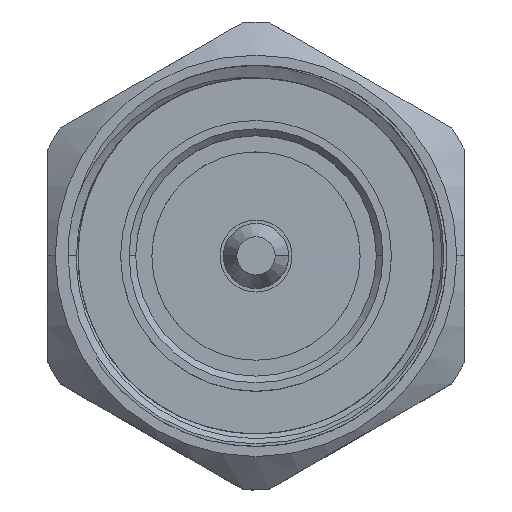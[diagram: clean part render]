
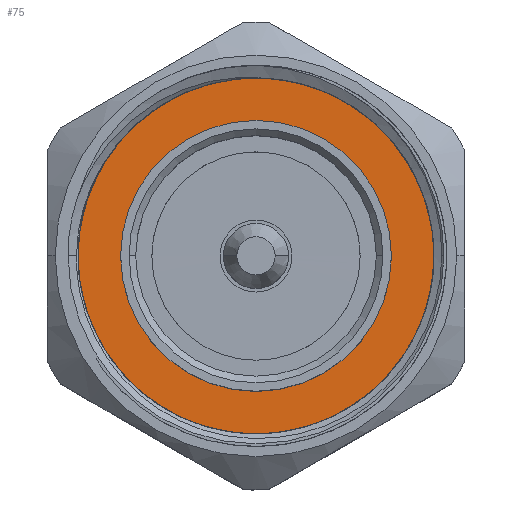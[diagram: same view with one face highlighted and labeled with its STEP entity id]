
A CAD part, top view. The second image highlights one B-rep face of the part: STEP entity #75.
In plain terms, the highlighted face is planar.
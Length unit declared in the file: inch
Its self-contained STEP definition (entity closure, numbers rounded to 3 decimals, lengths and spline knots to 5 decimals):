
#75 = ADVANCED_FACE ( 'NONE', ( #8257, #1312 ), #271, .T. ) ;
#271 = PLANE ( 'NONE',  #2964 ) ;
#472 = CARTESIAN_POINT ( 'NONE',  ( 0.39764, 0., -0.40551 ) ) ;
#1010 = AXIS2_PLACEMENT_3D ( 'NONE', #2446, #2331, #7536 ) ;
#1312 = FACE_BOUND ( 'NONE', #4051, .T. ) ;
#1368 = DIRECTION ( 'NONE',  ( 0., 0., 1. ) ) ;
#1464 = DIRECTION ( 'NONE',  ( -1., 0., 0. ) ) ;
#1892 = CIRCLE ( 'NONE', #11025, 0.40551 ) ;
#2135 = ORIENTED_EDGE ( 'NONE', *, *, #6690, .T. ) ;
#2331 = DIRECTION ( 'NONE',  ( -1., 0., 0. ) ) ;
#2446 = CARTESIAN_POINT ( 'NONE',  ( 0.39764, 0., 0. ) ) ;
#2576 = DIRECTION ( 'NONE',  ( 0., 0., 1. ) ) ;
#2964 = AXIS2_PLACEMENT_3D ( 'NONE', #3810, #8432, #1368 ) ;
#3201 = CIRCLE ( 'NONE', #6183, 0.57237 ) ;
#3282 = EDGE_CURVE ( 'NONE', #8180, #11481, #10132, .T. ) ;
#3515 = CARTESIAN_POINT ( 'NONE',  ( 0.39764, 0., 0.40551 ) ) ;
#3528 = DIRECTION ( 'NONE',  ( -1., 0., 0. ) ) ;
#3810 = CARTESIAN_POINT ( 'NONE',  ( 0.39764, 0., 0. ) ) ;
#4051 = EDGE_LOOP ( 'NONE', ( #9658, #8797 ) ) ;
#4084 = CARTESIAN_POINT ( 'NONE',  ( 0.39764, 0., -0.57237 ) ) ;
#4579 = CIRCLE ( 'NONE', #7556, 0.40551 ) ;
#5464 = CARTESIAN_POINT ( 'NONE',  ( 0.39764, 0., 0. ) ) ;
#5986 = EDGE_CURVE ( 'NONE', #6809, #6118, #1892, .T. ) ;
#6118 = VERTEX_POINT ( 'NONE', #472 ) ;
#6183 = AXIS2_PLACEMENT_3D ( 'NONE', #10214, #1464, #8596 ) ;
#6690 = EDGE_CURVE ( 'NONE', #11481, #8180, #3201, .T. ) ;
#6809 = VERTEX_POINT ( 'NONE', #3515 ) ;
#7314 = ORIENTED_EDGE ( 'NONE', *, *, #3282, .T. ) ;
#7536 = DIRECTION ( 'NONE',  ( 0., 0., 1. ) ) ;
#7556 = AXIS2_PLACEMENT_3D ( 'NONE', #9713, #3528, #2576 ) ;
#8180 = VERTEX_POINT ( 'NONE', #4084 ) ;
#8257 = FACE_OUTER_BOUND ( 'NONE', #8371, .T. ) ;
#8282 = DIRECTION ( 'NONE',  ( 0., 0., 1. ) ) ;
#8371 = EDGE_LOOP ( 'NONE', ( #2135, #7314 ) ) ;
#8432 = DIRECTION ( 'NONE',  ( -1., 0., 0. ) ) ;
#8596 = DIRECTION ( 'NONE',  ( 0., 0., 1. ) ) ;
#8797 = ORIENTED_EDGE ( 'NONE', *, *, #5986, .F. ) ;
#9210 = DIRECTION ( 'NONE',  ( -1., 0., 0. ) ) ;
#9658 = ORIENTED_EDGE ( 'NONE', *, *, #10178, .F. ) ;
#9713 = CARTESIAN_POINT ( 'NONE',  ( 0.39764, 0., 0. ) ) ;
#10132 = CIRCLE ( 'NONE', #1010, 0.57237 ) ;
#10133 = CARTESIAN_POINT ( 'NONE',  ( 0.39764, 0., 0.57237 ) ) ;
#10178 = EDGE_CURVE ( 'NONE', #6118, #6809, #4579, .T. ) ;
#10214 = CARTESIAN_POINT ( 'NONE',  ( 0.39764, 0., 0. ) ) ;
#11025 = AXIS2_PLACEMENT_3D ( 'NONE', #5464, #9210, #8282 ) ;
#11481 = VERTEX_POINT ( 'NONE', #10133 ) ;
